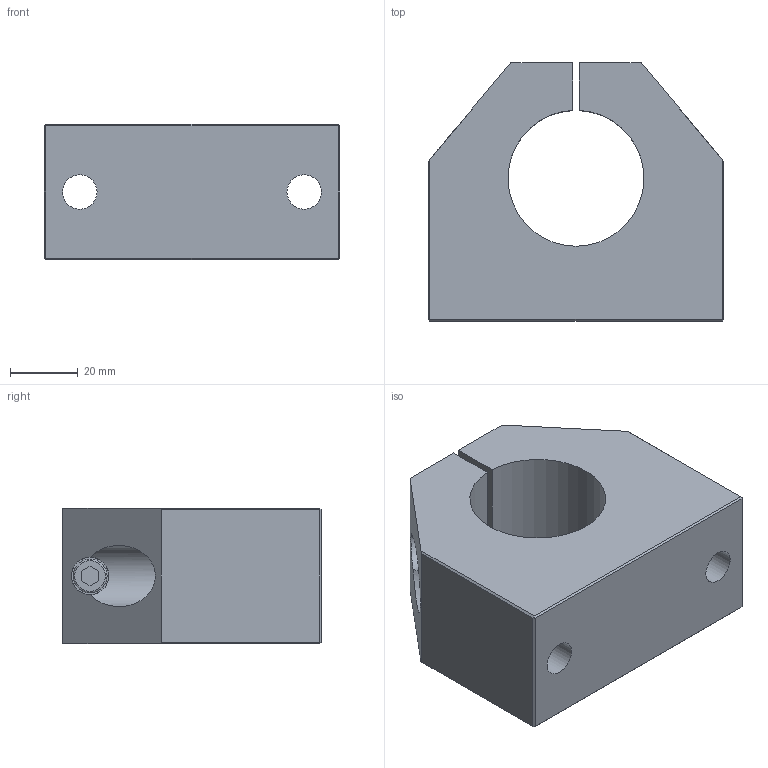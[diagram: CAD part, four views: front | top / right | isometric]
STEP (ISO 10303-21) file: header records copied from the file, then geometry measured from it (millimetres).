
FILE_DESCRIPTION(/* description */ ('Wellenbock für Gehäusseserie CGE'),/* implementation_level */ '2;1');
FILE_NAME(/* name */ '161785-0.step',/* time_stamp */ '2021-08-17T08:43:00+02:00',/* author */ ('Praktikum'),/* organization */ (''),/* preprocessor_version */ 'ST-DEVELOPER v18.1',/* originating_system */ 'Autodesk Inventor 2021',/* authorisation */ '');
FILE_SCHEMA (('AUTOMOTIVE_DESIGN { 1 0 10303 214 3 1 1 }'));
Length unit declared in the file: millimetre
Products named in the file (1): 16-1785-0FZ.002
Bounding box: 87 x 76 x 40 mm (x, y, z)
Volume: 165747.4 mm3; surface area: 32460.6 mm2
Topology: 1 solids, 1 shells, 49 faces, 110 edges, 69 vertices
Faces by surface type: plane 37, cylinder 11, torus 1
Full cylindrical faces by diameter (mm): 6.6 x1, 6.647 x1, 10 x1, 10.106 x2, 10.5 x2, 11 x1, 18 x2
Entity records: 1439 total; most frequent: CARTESIAN_POINT 280, DIRECTION 230, ORIENTED_EDGE 220, EDGE_CURVE 110, LINE 80, VECTOR 80, AXIS2_PLACEMENT_3D 75, VERTEX_POINT 69
